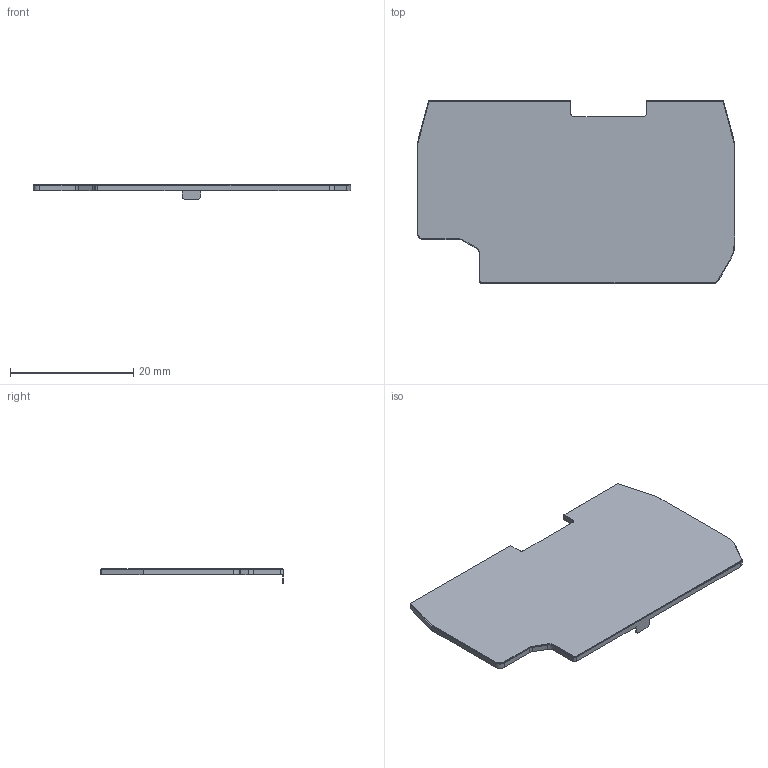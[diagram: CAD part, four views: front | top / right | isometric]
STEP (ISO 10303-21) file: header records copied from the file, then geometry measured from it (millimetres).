
FILE_DESCRIPTION (( 'STEP AP203' ), '1' );
FILE_NAME ('KN-PEC25-15-25.step', '2025-04-29T14:28:24', ( '' ), ( '' ), 'SwSTEP 2.0', 'SolidWorks 2024', '' );
FILE_SCHEMA (( 'CONFIG_CONTROL_DESIGN' ));
Length unit declared in the file: millimetre
Products named in the file (1): KN-PEC25-15-25
Bounding box: 51.43 x 29.61 x 2.4 mm (x, y, z)
Volume: 1400.4 mm3; surface area: 2971.9 mm2
Topology: 1 solids, 1 shells, 56 faces, 170 edges, 116 vertices
Faces by surface type: plane 32, cylinder 24
Entity records: 2003 total; most frequent: CARTESIAN_POINT 343, ORIENTED_EDGE 340, DIRECTION 332, EDGE_CURVE 170, VECTOR 122, LINE 122, VERTEX_POINT 116, AXIS2_PLACEMENT_3D 105
